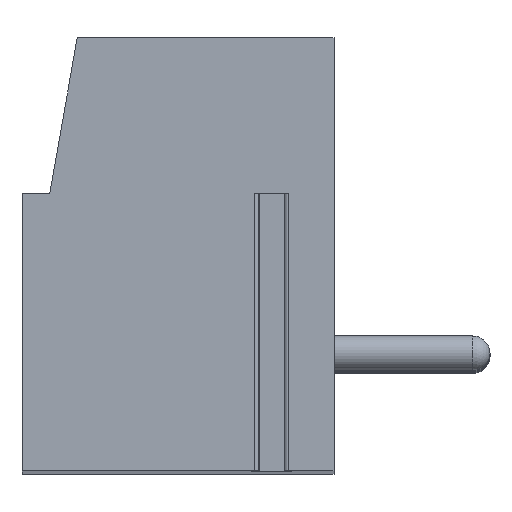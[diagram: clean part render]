
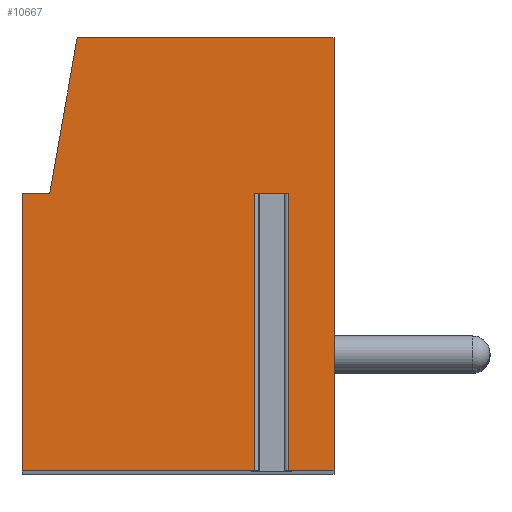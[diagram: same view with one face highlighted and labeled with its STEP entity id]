
A CAD part, top view. The second image highlights one B-rep face of the part: STEP entity #10667.
In plain terms, the highlighted planar face has unit normal (0, 0, 1).
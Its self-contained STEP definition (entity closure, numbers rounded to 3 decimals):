
#13=DIRECTION('',(-1.,0.,0.));
#14=VECTOR('',#13,0.958);
#15=CARTESIAN_POINT('',(3.179,1.75,52.5));
#16=LINE('',#15,#14);
#17=DIRECTION('',(0.,-1.,0.));
#18=VECTOR('',#17,8.);
#19=CARTESIAN_POINT('',(2.221,1.75,52.5));
#20=LINE('',#19,#18);
#21=DIRECTION('',(1.,0.,0.));
#22=VECTOR('',#21,6.721);
#23=CARTESIAN_POINT('',(-4.5,-6.25,52.5));
#24=LINE('',#23,#22);
#25=DIRECTION('',(0.,-1.,0.));
#26=VECTOR('',#25,8.);
#27=CARTESIAN_POINT('',(-4.5,1.75,52.5));
#28=LINE('',#27,#26);
#29=DIRECTION('',(-1.,0.,0.));
#30=VECTOR('',#29,0.8);
#31=CARTESIAN_POINT('',(-3.7,1.75,52.5));
#32=LINE('',#31,#30);
#33=DIRECTION('',(-0.174,-0.985,0.));
#34=VECTOR('',#33,4.569);
#35=CARTESIAN_POINT('',(-2.907,6.25,52.5));
#36=LINE('',#35,#34);
#37=DIRECTION('',(-1.,0.,0.));
#38=VECTOR('',#37,7.407);
#39=CARTESIAN_POINT('',(4.5,6.25,52.5));
#40=LINE('',#39,#38);
#41=DIRECTION('',(0.,1.,0.));
#42=VECTOR('',#41,12.5);
#43=CARTESIAN_POINT('',(4.5,-6.25,52.5));
#44=LINE('',#43,#42);
#45=DIRECTION('',(1.,0.,0.));
#46=VECTOR('',#45,1.321);
#47=CARTESIAN_POINT('',(3.179,-6.25,52.5));
#48=LINE('',#47,#46);
#49=DIRECTION('',(0.,-1.,0.));
#50=VECTOR('',#49,8.);
#51=CARTESIAN_POINT('',(3.179,1.75,52.5));
#52=LINE('',#51,#50);
#8433=CARTESIAN_POINT('',(-2.907,6.25,52.5));
#8434=CARTESIAN_POINT('',(-3.7,1.75,52.5));
#8435=VERTEX_POINT('',#8433);
#8436=VERTEX_POINT('',#8434);
#8437=CARTESIAN_POINT('',(-4.5,1.75,52.5));
#8438=VERTEX_POINT('',#8437);
#8439=CARTESIAN_POINT('',(-4.5,-6.25,52.5));
#8440=VERTEX_POINT('',#8439);
#8441=CARTESIAN_POINT('',(4.5,-6.25,52.5));
#8442=CARTESIAN_POINT('',(4.5,6.25,52.5));
#8443=VERTEX_POINT('',#8441);
#8444=VERTEX_POINT('',#8442);
#8501=CARTESIAN_POINT('',(3.179,1.75,52.5));
#8502=CARTESIAN_POINT('',(2.221,1.75,52.5));
#8503=VERTEX_POINT('',#8501);
#8504=VERTEX_POINT('',#8502);
#8505=CARTESIAN_POINT('',(3.179,-6.25,52.5));
#8506=VERTEX_POINT('',#8505);
#8507=CARTESIAN_POINT('',(2.221,-6.25,52.5));
#8508=VERTEX_POINT('',#8507);
#10640=CARTESIAN_POINT('',(0.,0.,52.5));
#10641=DIRECTION('',(0.,0.,1.));
#10642=DIRECTION('',(1.,0.,0.));
#10643=AXIS2_PLACEMENT_3D('',#10640,#10641,#10642);
#10644=PLANE('',#10643);
#10646=ORIENTED_EDGE('',*,*,#10645,.T.);
#10648=ORIENTED_EDGE('',*,*,#10647,.T.);
#10650=ORIENTED_EDGE('',*,*,#10649,.F.);
#10652=ORIENTED_EDGE('',*,*,#10651,.F.);
#10654=ORIENTED_EDGE('',*,*,#10653,.F.);
#10656=ORIENTED_EDGE('',*,*,#10655,.F.);
#10658=ORIENTED_EDGE('',*,*,#10657,.F.);
#10660=ORIENTED_EDGE('',*,*,#10659,.F.);
#10662=ORIENTED_EDGE('',*,*,#10661,.F.);
#10664=ORIENTED_EDGE('',*,*,#10663,.F.);
#10665=EDGE_LOOP('',(#10646,#10648,#10650,#10652,#10654,#10656,#10658,#10660,
#10662,#10664));
#10666=FACE_OUTER_BOUND('',#10665,.F.);
#10645=EDGE_CURVE('',#8503,#8504,#16,.T.);
#10647=EDGE_CURVE('',#8504,#8508,#20,.T.);
#10649=EDGE_CURVE('',#8440,#8508,#24,.T.);
#10651=EDGE_CURVE('',#8438,#8440,#28,.T.);
#10653=EDGE_CURVE('',#8436,#8438,#32,.T.);
#10655=EDGE_CURVE('',#8435,#8436,#36,.T.);
#10657=EDGE_CURVE('',#8444,#8435,#40,.T.);
#10659=EDGE_CURVE('',#8443,#8444,#44,.T.);
#10661=EDGE_CURVE('',#8506,#8443,#48,.T.);
#10663=EDGE_CURVE('',#8503,#8506,#52,.T.);
#10667=ADVANCED_FACE('',(#10666),#10644,.T.);
